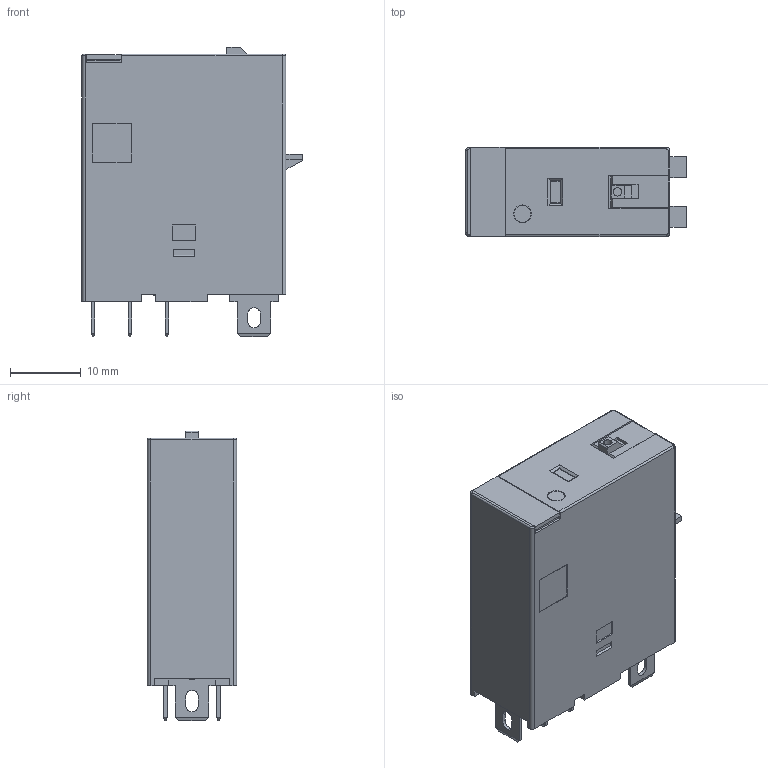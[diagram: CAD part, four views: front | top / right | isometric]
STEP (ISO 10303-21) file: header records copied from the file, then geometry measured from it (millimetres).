
FILE_DESCRIPTION (( 'STEP AP203' ), '1' );
FILE_NAME ('OGR-1-1C-AC220V-L-B. Ðåëå îáùåãî íàçíà÷åíèÿ OGR-1 1C 220Â AC ñî ñâåòîäèîäîì è òåñòîâîé êíîïêîé ONI.STEP', '2025-07-28T08:23:40', ( '' ), ( '' ), 'SwSTEP 2.0', 'SolidWorks 2022', '' );
FILE_SCHEMA (( 'CONFIG_CONTROL_DESIGN' ));
Length unit declared in the file: millimetre
Products named in the file (1): OGR-1-1C-AC220V-L-B. Реле общего назначения OGR-1 1C 220В AC со светодиодом и тестовой кнопкой ONI
Bounding box: 31.1 x 12.6 x 40.9 mm (x, y, z)
Volume: 12296.9 mm3; surface area: 4803 mm2
Topology: 1 solids, 5 shells, 433 faces, 1147 edges, 750 vertices
Faces by surface type: plane 353, bspline 41, cylinder 35, sphere 4
Entity records: 15234 total; most frequent: CARTESIAN_POINT 4580, ORIENTED_EDGE 2294, DIRECTION 1945, EDGE_CURVE 1147, LINE 987, VECTOR 987, VERTEX_POINT 750, AXIS2_PLACEMENT_3D 479
